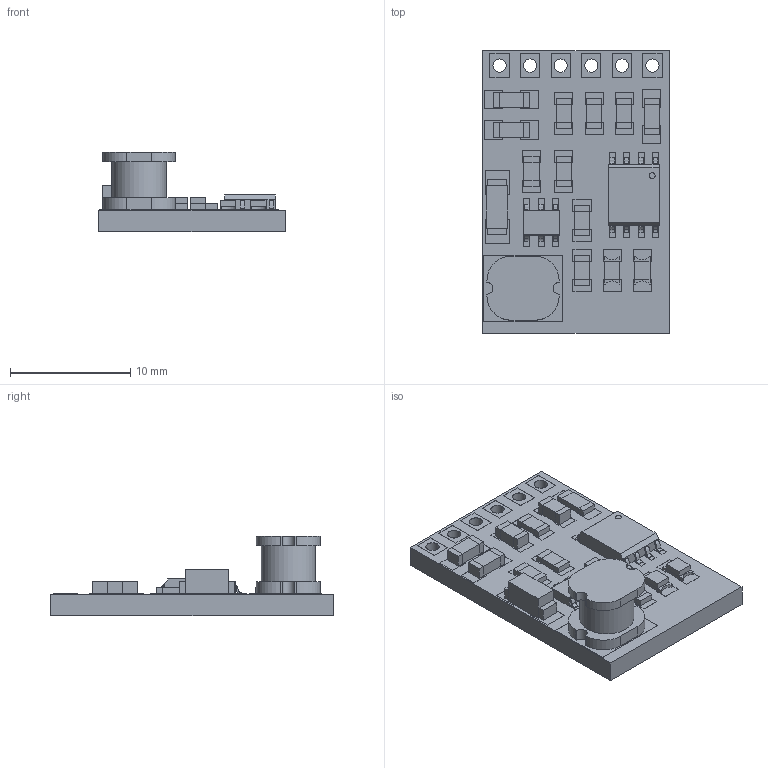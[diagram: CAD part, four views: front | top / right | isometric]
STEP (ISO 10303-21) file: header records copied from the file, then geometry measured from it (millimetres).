
FILE_DESCRIPTION(/* description */ (''),/* implementation_level */ '2;1');
FILE_NAME(/* name */ 'solarni nabijecka v2.step',/* time_stamp */ '2024-01-13T22:46:03+01:00',/* author */ (''),/* organization */ (''),/* preprocessor_version */ 'ST-DEVELOPER v20',/* originating_system */ 'Autodesk Translation Framework v12.14.0.127',/* authorisation */ '');
FILE_SCHEMA (('AUTOMOTIVE_DESIGN { 1 0 10303 214 3 1 1 }'));
Length unit declared in the file: millimetre
Products named in the file (1): solarni nabijecka
Bounding box: 15.5 x 23.5 x 6.61 mm (x, y, z)
Volume: 819.5 mm3; surface area: 1671.9 mm2
Topology: 108 solids, 108 shells, 729 faces, 1536 edges, 1024 vertices
Faces by surface type: plane 657, bspline 42, cylinder 30
Full cylindrical faces by diameter (mm): 0.5 x1, 1.1 x12, 4.5 x1
Entity records: 22918 total; most frequent: CARTESIAN_POINT 7389, ORIENTED_EDGE 3072, DIRECTION 2888, EDGE_CURVE 1536, LINE 1392, VECTOR 1392, VERTEX_POINT 1024, EDGE_LOOP 754
